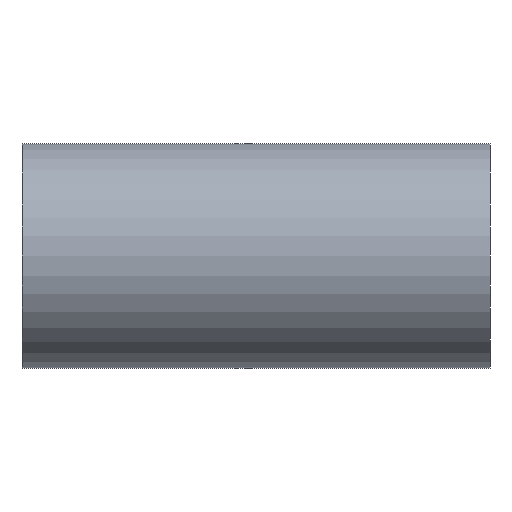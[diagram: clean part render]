
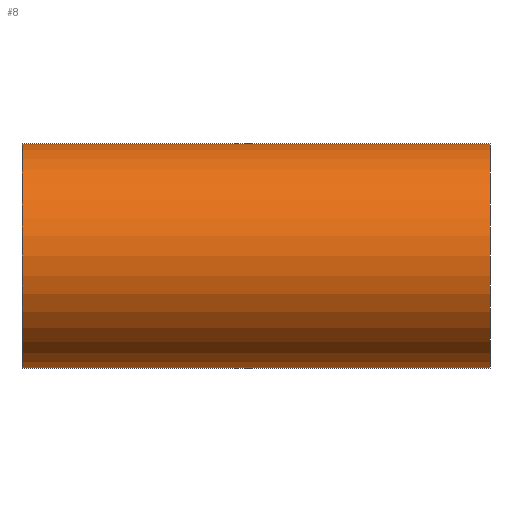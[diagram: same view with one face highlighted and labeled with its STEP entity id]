
A CAD part, front view. The second image highlights one B-rep face of the part: STEP entity #8.
In plain terms, the highlighted cylindrical face has radius 8 mm (diameter 16 mm), a partial arc.
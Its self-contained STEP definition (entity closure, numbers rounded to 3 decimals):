
#8 = ADVANCED_FACE ( 'NONE', ( #52 ), #118, .T. ) ;
#10 = DIRECTION ( 'NONE',  ( 0., 0., 1. ) ) ;
#11 = ORIENTED_EDGE ( 'NONE', *, *, #67, .T. ) ;
#21 = CARTESIAN_POINT ( 'NONE',  ( 42.699, 0., -8. ) ) ;
#23 = DIRECTION ( 'NONE',  ( -1., 0., 0. ) ) ;
#24 = VECTOR ( 'NONE', #116, 1000. ) ;
#25 = CARTESIAN_POINT ( 'NONE',  ( 0., 0., 8. ) ) ;
#27 = LINE ( 'NONE', #25, #24 ) ;
#30 = CARTESIAN_POINT ( 'NONE',  ( 0., 0., 0. ) ) ;
#33 = EDGE_LOOP ( 'NONE', ( #124, #11, #56, #45 ) ) ;
#38 = DIRECTION ( 'NONE',  ( -1., 0., 0. ) ) ;
#44 = EDGE_CURVE ( 'NONE', #108, #75, #27, .T. ) ;
#45 = ORIENTED_EDGE ( 'NONE', *, *, #57, .T. ) ;
#48 = AXIS2_PLACEMENT_3D ( 'NONE', #50, #59, #72 ) ;
#49 = CIRCLE ( 'NONE', #94, 8. ) ;
#50 = CARTESIAN_POINT ( 'NONE',  ( 9.4, 0., 0. ) ) ;
#52 = FACE_OUTER_BOUND ( 'NONE', #33, .T. ) ;
#56 = ORIENTED_EDGE ( 'NONE', *, *, #44, .T. ) ;
#57 = EDGE_CURVE ( 'NONE', #75, #95, #113, .T. ) ;
#59 = DIRECTION ( 'NONE',  ( 1., 0., 0. ) ) ;
#60 = CARTESIAN_POINT ( 'NONE',  ( 9.4, 0., 8. ) ) ;
#65 = DIRECTION ( 'NONE',  ( 0., 0., 1. ) ) ;
#67 = EDGE_CURVE ( 'NONE', #77, #108, #49, .T. ) ;
#72 = DIRECTION ( 'NONE',  ( 0., 0., 1. ) ) ;
#75 = VERTEX_POINT ( 'NONE', #60 ) ;
#77 = VERTEX_POINT ( 'NONE', #21 ) ;
#80 = CARTESIAN_POINT ( 'NONE',  ( 0., 0., -8. ) ) ;
#86 = LINE ( 'NONE', #80, #132 ) ;
#91 = CARTESIAN_POINT ( 'NONE',  ( 9.4, 0., -8. ) ) ;
#94 = AXIS2_PLACEMENT_3D ( 'NONE', #122, #38, #10 ) ;
#95 = VERTEX_POINT ( 'NONE', #91 ) ;
#102 = DIRECTION ( 'NONE',  ( -1., 0., 0. ) ) ;
#107 = AXIS2_PLACEMENT_3D ( 'NONE', #30, #102, #65 ) ;
#108 = VERTEX_POINT ( 'NONE', #119 ) ;
#113 = CIRCLE ( 'NONE', #48, 8. ) ;
#116 = DIRECTION ( 'NONE',  ( -1., 0., 0. ) ) ;
#118 = CYLINDRICAL_SURFACE ( 'NONE', #107, 8. ) ;
#119 = CARTESIAN_POINT ( 'NONE',  ( 42.699, 0., 8. ) ) ;
#122 = CARTESIAN_POINT ( 'NONE',  ( 42.699, 0., 0. ) ) ;
#124 = ORIENTED_EDGE ( 'NONE', *, *, #126, .F. ) ;
#126 = EDGE_CURVE ( 'NONE', #77, #95, #86, .T. ) ;
#132 = VECTOR ( 'NONE', #23, 1000. ) ;
